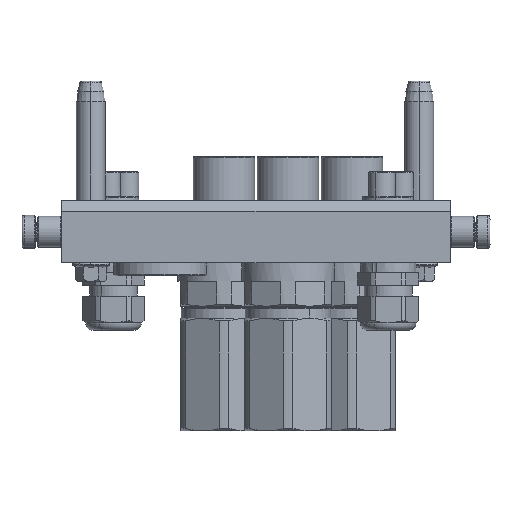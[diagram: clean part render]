
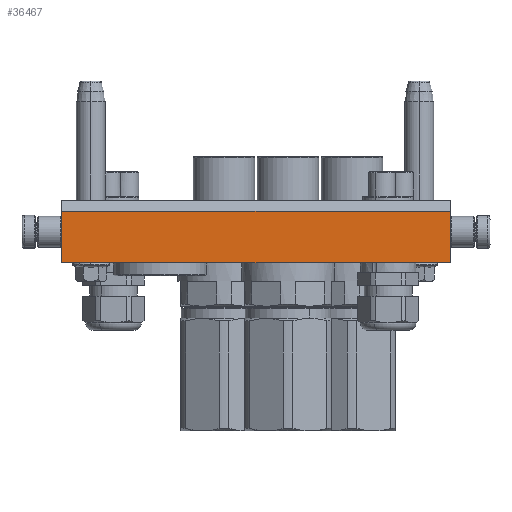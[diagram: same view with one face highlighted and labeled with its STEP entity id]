
A CAD part, left-side view. The second image highlights one B-rep face of the part: STEP entity #36467.
In plain terms, the highlighted face is planar.
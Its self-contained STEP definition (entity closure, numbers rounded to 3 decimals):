
#1261 = VERTEX_POINT ( 'NONE', #17148 ) ;
#2937 = CARTESIAN_POINT ( 'NONE',  ( 94., 15., -45. ) ) ;
#3122 = LINE ( 'NONE', #14172, #23238 ) ;
#3476 = LINE ( 'NONE', #9833, #43014 ) ;
#4833 = ORIENTED_EDGE ( 'NONE', *, *, #16386, .T. ) ;
#6536 = LINE ( 'NONE', #2937, #40556 ) ;
#8302 = CARTESIAN_POINT ( 'NONE',  ( -94., -10., -45. ) ) ;
#9833 = CARTESIAN_POINT ( 'NONE',  ( -94., -10., -45. ) ) ;
#10388 = ORIENTED_EDGE ( 'NONE', *, *, #49821, .F. ) ;
#13003 = EDGE_CURVE ( 'NONE', #1261, #44214, #6536, .T. ) ;
#14172 = CARTESIAN_POINT ( 'NONE',  ( -94., -10., -45. ) ) ;
#15778 = DIRECTION ( 'NONE',  ( 0., 1., 0. ) ) ;
#16063 = CARTESIAN_POINT ( 'NONE',  ( -94., 15., -45. ) ) ;
#16386 = EDGE_CURVE ( 'NONE', #36364, #44214, #3122, .T. ) ;
#17148 = CARTESIAN_POINT ( 'NONE',  ( 94., 15., -45. ) ) ;
#20785 = DIRECTION ( 'NONE',  ( -1., 0., 0. ) ) ;
#22347 = DIRECTION ( 'NONE',  ( -1., 0., 0. ) ) ;
#23238 = VECTOR ( 'NONE', #41118, 1000. ) ;
#23261 = EDGE_CURVE ( 'NONE', #36364, #49424, #3476, .T. ) ;
#24140 = PLANE ( 'NONE',  #34629 ) ;
#28379 = CARTESIAN_POINT ( 'NONE',  ( 94., -10., -45. ) ) ;
#31873 = CARTESIAN_POINT ( 'NONE',  ( 94., -10., -45. ) ) ;
#32257 = DIRECTION ( 'NONE',  ( 0., 0., -1. ) ) ;
#34629 = AXIS2_PLACEMENT_3D ( 'NONE', #35999, #32257, #20785 ) ;
#35146 = LINE ( 'NONE', #31873, #37574 ) ;
#35999 = CARTESIAN_POINT ( 'NONE',  ( 94., -15., -45. ) ) ;
#36364 = VERTEX_POINT ( 'NONE', #8302 ) ;
#36467 = ADVANCED_FACE ( 'NONE', ( #38006 ), #24140, .T. ) ;
#37574 = VECTOR ( 'NONE', #15778, 1000. ) ;
#38006 = FACE_OUTER_BOUND ( 'NONE', #40087, .T. ) ;
#40087 = EDGE_LOOP ( 'NONE', ( #4833, #42845, #10388, #40720 ) ) ;
#40556 = VECTOR ( 'NONE', #22347, 1000. ) ;
#40720 = ORIENTED_EDGE ( 'NONE', *, *, #23261, .F. ) ;
#41118 = DIRECTION ( 'NONE',  ( 0., 1., 0. ) ) ;
#42845 = ORIENTED_EDGE ( 'NONE', *, *, #13003, .F. ) ;
#43014 = VECTOR ( 'NONE', #49361, 1000. ) ;
#44214 = VERTEX_POINT ( 'NONE', #16063 ) ;
#49361 = DIRECTION ( 'NONE',  ( 1., 0., 0. ) ) ;
#49424 = VERTEX_POINT ( 'NONE', #28379 ) ;
#49821 = EDGE_CURVE ( 'NONE', #49424, #1261, #35146, .T. ) ;
